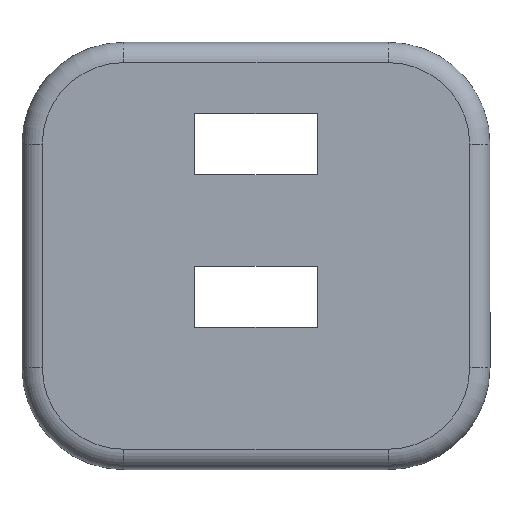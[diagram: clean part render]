
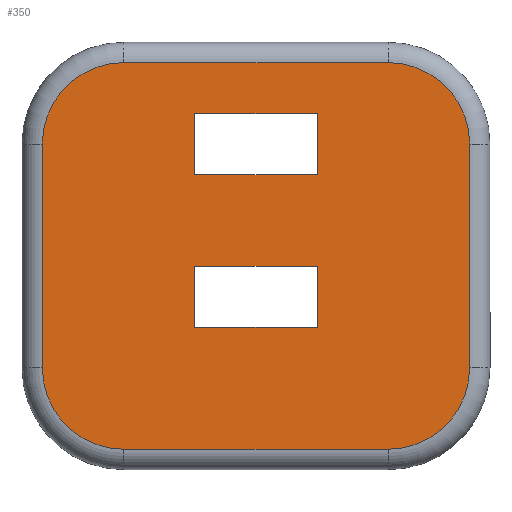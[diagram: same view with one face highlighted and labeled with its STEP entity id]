
A CAD part, top view. The second image highlights one B-rep face of the part: STEP entity #350.
In plain terms, the highlighted planar face has unit normal (0, 0, 1).
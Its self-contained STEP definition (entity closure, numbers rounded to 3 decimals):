
#3 = ORIENTED_EDGE ( 'NONE', *, *, #554, .T. ) ;
#8 = CARTESIAN_POINT ( 'NONE',  ( -13., -22.5, 6. ) ) ;
#13 = DIRECTION ( 'NONE',  ( 0., -1., 0. ) ) ;
#16 = DIRECTION ( 'NONE',  ( 0., 1., 0. ) ) ;
#21 = EDGE_CURVE ( 'NONE', #615, #109, #65, .T. ) ;
#23 = ORIENTED_EDGE ( 'NONE', *, *, #177, .F. ) ;
#26 = AXIS2_PLACEMENT_3D ( 'NONE', #375, #706, #632 ) ;
#27 = LINE ( 'NONE', #435, #535 ) ;
#29 = DIRECTION ( 'NONE',  ( 0., 1., 0. ) ) ;
#30 = LINE ( 'NONE', #135, #225 ) ;
#44 = DIRECTION ( 'NONE',  ( 0., -1., 0. ) ) ;
#46 = FACE_OUTER_BOUND ( 'NONE', #259, .T. ) ;
#56 = CARTESIAN_POINT ( 'NONE',  ( -21., -14.5, 6. ) ) ;
#65 = LINE ( 'NONE', #261, #764 ) ;
#67 = VERTEX_POINT ( 'NONE', #265 ) ;
#69 = VECTOR ( 'NONE', #282, 1000. ) ;
#73 = CARTESIAN_POINT ( 'NONE',  ( 21., 7.5, 6. ) ) ;
#78 = VECTOR ( 'NONE', #139, 1000. ) ;
#88 = CARTESIAN_POINT ( 'NONE',  ( 6., 10.5, 6. ) ) ;
#100 = LINE ( 'NONE', #421, #342 ) ;
#106 = DIRECTION ( 'NONE',  ( 0., 0., 1. ) ) ;
#107 = VECTOR ( 'NONE', #29, 1000. ) ;
#109 = VERTEX_POINT ( 'NONE', #332 ) ;
#118 = ORIENTED_EDGE ( 'NONE', *, *, #513, .F. ) ;
#130 = VECTOR ( 'NONE', #346, 1000. ) ;
#131 = VERTEX_POINT ( 'NONE', #327 ) ;
#135 = CARTESIAN_POINT ( 'NONE',  ( 0., -22.5, 6. ) ) ;
#138 = DIRECTION ( 'NONE',  ( 1., 0., 0. ) ) ;
#139 = DIRECTION ( 'NONE',  ( 1., 0., 0. ) ) ;
#157 = FACE_BOUND ( 'NONE', #782, .T. ) ;
#164 = VERTEX_POINT ( 'NONE', #202 ) ;
#173 = VERTEX_POINT ( 'NONE', #56 ) ;
#174 = AXIS2_PLACEMENT_3D ( 'NONE', #675, #612, #681 ) ;
#177 = EDGE_CURVE ( 'NONE', #428, #182, #581, .T. ) ;
#182 = VERTEX_POINT ( 'NONE', #473 ) ;
#183 = VERTEX_POINT ( 'NONE', #8 ) ;
#185 = ORIENTED_EDGE ( 'NONE', *, *, #830, .F. ) ;
#202 = CARTESIAN_POINT ( 'NONE',  ( 21., -14.5, 6. ) ) ;
#215 = ORIENTED_EDGE ( 'NONE', *, *, #740, .F. ) ;
#225 = VECTOR ( 'NONE', #477, 1000. ) ;
#232 = EDGE_CURVE ( 'NONE', #762, #512, #100, .T. ) ;
#238 = LINE ( 'NONE', #558, #462 ) ;
#259 = EDGE_LOOP ( 'NONE', ( #566, #778, #853, #458, #700, #606, #371, #3 ) ) ;
#261 = CARTESIAN_POINT ( 'NONE',  ( -6., 4.5, 6. ) ) ;
#262 = ORIENTED_EDGE ( 'NONE', *, *, #232, .F. ) ;
#264 = LINE ( 'NONE', #88, #69 ) ;
#265 = CARTESIAN_POINT ( 'NONE',  ( 6., 10.5, 6. ) ) ;
#271 = CARTESIAN_POINT ( 'NONE',  ( 6., -4.5, 6. ) ) ;
#282 = DIRECTION ( 'NONE',  ( 0., 1., 0. ) ) ;
#283 = LINE ( 'NONE', #293, #107 ) ;
#293 = CARTESIAN_POINT ( 'NONE',  ( 6., -10.5, 6. ) ) ;
#296 = AXIS2_PLACEMENT_3D ( 'NONE', #440, #365, #696 ) ;
#297 = ORIENTED_EDGE ( 'NONE', *, *, #496, .F. ) ;
#302 = EDGE_CURVE ( 'NONE', #164, #499, #784, .T. ) ;
#305 = CARTESIAN_POINT ( 'NONE',  ( -6., 4.5, 6. ) ) ;
#317 = EDGE_CURVE ( 'NONE', #382, #173, #745, .T. ) ;
#327 = CARTESIAN_POINT ( 'NONE',  ( -6., 10.5, 6. ) ) ;
#332 = CARTESIAN_POINT ( 'NONE',  ( 6., 4.5, 6. ) ) ;
#342 = VECTOR ( 'NONE', #801, 1000. ) ;
#346 = DIRECTION ( 'NONE',  ( 0., -1., 0. ) ) ;
#349 = CARTESIAN_POINT ( 'NONE',  ( 13., 15.5, 6. ) ) ;
#350 = ADVANCED_FACE ( 'NONE', ( #46, #380, #157 ), #486, .T. ) ;
#358 = VERTEX_POINT ( 'NONE', #349 ) ;
#365 = DIRECTION ( 'NONE',  ( 0., 0., 1. ) ) ;
#367 = DIRECTION ( 'NONE',  ( -1., 0., 0. ) ) ;
#371 = ORIENTED_EDGE ( 'NONE', *, *, #394, .T. ) ;
#375 = CARTESIAN_POINT ( 'NONE',  ( 13., -14.5, 6. ) ) ;
#380 = FACE_BOUND ( 'NONE', #509, .T. ) ;
#382 = VERTEX_POINT ( 'NONE', #602 ) ;
#394 = EDGE_CURVE ( 'NONE', #358, #738, #27, .T. ) ;
#401 = AXIS2_PLACEMENT_3D ( 'NONE', #569, #106, #506 ) ;
#408 = DIRECTION ( 'NONE',  ( 1., 0., 0. ) ) ;
#409 = EDGE_CURVE ( 'NONE', #67, #131, #238, .T. ) ;
#421 = CARTESIAN_POINT ( 'NONE',  ( -6., -4.5, 6. ) ) ;
#428 = VERTEX_POINT ( 'NONE', #503 ) ;
#435 = CARTESIAN_POINT ( 'NONE',  ( -13., 15.5, 6. ) ) ;
#440 = CARTESIAN_POINT ( 'NONE',  ( -13., -14.5, 6. ) ) ;
#448 = CIRCLE ( 'NONE', #26, 8. ) ;
#458 = ORIENTED_EDGE ( 'NONE', *, *, #502, .T. ) ;
#462 = VECTOR ( 'NONE', #693, 1000. ) ;
#467 = EDGE_CURVE ( 'NONE', #173, #183, #658, .T. ) ;
#473 = CARTESIAN_POINT ( 'NONE',  ( 6., -10.5, 6. ) ) ;
#477 = DIRECTION ( 'NONE',  ( 1., 0., 0. ) ) ;
#486 = PLANE ( 'NONE',  #174 ) ;
#496 = EDGE_CURVE ( 'NONE', #182, #762, #283, .T. ) ;
#499 = VERTEX_POINT ( 'NONE', #819 ) ;
#502 = EDGE_CURVE ( 'NONE', #851, #164, #448, .T. ) ;
#503 = CARTESIAN_POINT ( 'NONE',  ( -6., -10.5, 6. ) ) ;
#506 = DIRECTION ( 'NONE',  ( 1., 0., 0. ) ) ;
#509 = EDGE_LOOP ( 'NONE', ( #660, #185, #807, #118 ) ) ;
#512 = VERTEX_POINT ( 'NONE', #817 ) ;
#513 = EDGE_CURVE ( 'NONE', #131, #615, #783, .T. ) ;
#531 = CARTESIAN_POINT ( 'NONE',  ( -6., -4.5, 6. ) ) ;
#533 = CARTESIAN_POINT ( 'NONE',  ( 13., 7.5, 6. ) ) ;
#535 = VECTOR ( 'NONE', #367, 1000. ) ;
#541 = LINE ( 'NONE', #531, #824 ) ;
#542 = DIRECTION ( 'NONE',  ( 0., 0., 1. ) ) ;
#546 = CARTESIAN_POINT ( 'NONE',  ( -21., -14.5, 6. ) ) ;
#554 = EDGE_CURVE ( 'NONE', #738, #382, #624, .T. ) ;
#555 = CARTESIAN_POINT ( 'NONE',  ( 13., -22.5, 6. ) ) ;
#558 = CARTESIAN_POINT ( 'NONE',  ( -6., 10.5, 6. ) ) ;
#566 = ORIENTED_EDGE ( 'NONE', *, *, #317, .T. ) ;
#569 = CARTESIAN_POINT ( 'NONE',  ( -13., 7.5, 6. ) ) ;
#581 = LINE ( 'NONE', #656, #78 ) ;
#586 = CARTESIAN_POINT ( 'NONE',  ( -13., 15.5, 6. ) ) ;
#602 = CARTESIAN_POINT ( 'NONE',  ( -21., 7.5, 6. ) ) ;
#603 = VECTOR ( 'NONE', #16, 1000. ) ;
#606 = ORIENTED_EDGE ( 'NONE', *, *, #781, .T. ) ;
#612 = DIRECTION ( 'NONE',  ( 0., 0., 1. ) ) ;
#615 = VERTEX_POINT ( 'NONE', #305 ) ;
#624 = CIRCLE ( 'NONE', #401, 8. ) ;
#630 = AXIS2_PLACEMENT_3D ( 'NONE', #533, #542, #138 ) ;
#632 = DIRECTION ( 'NONE',  ( 1., 0., 0. ) ) ;
#638 = CARTESIAN_POINT ( 'NONE',  ( -6., 4.5, 6. ) ) ;
#656 = CARTESIAN_POINT ( 'NONE',  ( -6., -10.5, 6. ) ) ;
#658 = CIRCLE ( 'NONE', #296, 8. ) ;
#660 = ORIENTED_EDGE ( 'NONE', *, *, #409, .F. ) ;
#675 = CARTESIAN_POINT ( 'NONE',  ( 0., 0., 6. ) ) ;
#681 = DIRECTION ( 'NONE',  ( 1., 0., 0. ) ) ;
#693 = DIRECTION ( 'NONE',  ( -1., 0., 0. ) ) ;
#696 = DIRECTION ( 'NONE',  ( 1., 0., 0. ) ) ;
#700 = ORIENTED_EDGE ( 'NONE', *, *, #302, .T. ) ;
#706 = DIRECTION ( 'NONE',  ( 0., 0., 1. ) ) ;
#726 = CIRCLE ( 'NONE', #630, 8. ) ;
#734 = EDGE_CURVE ( 'NONE', #183, #851, #30, .T. ) ;
#738 = VERTEX_POINT ( 'NONE', #586 ) ;
#740 = EDGE_CURVE ( 'NONE', #512, #428, #541, .T. ) ;
#745 = LINE ( 'NONE', #546, #130 ) ;
#762 = VERTEX_POINT ( 'NONE', #271 ) ;
#763 = VECTOR ( 'NONE', #44, 1000. ) ;
#764 = VECTOR ( 'NONE', #408, 1000. ) ;
#778 = ORIENTED_EDGE ( 'NONE', *, *, #467, .T. ) ;
#781 = EDGE_CURVE ( 'NONE', #499, #358, #726, .T. ) ;
#782 = EDGE_LOOP ( 'NONE', ( #23, #215, #262, #297 ) ) ;
#783 = LINE ( 'NONE', #638, #763 ) ;
#784 = LINE ( 'NONE', #73, #603 ) ;
#801 = DIRECTION ( 'NONE',  ( -1., 0., 0. ) ) ;
#807 = ORIENTED_EDGE ( 'NONE', *, *, #21, .F. ) ;
#817 = CARTESIAN_POINT ( 'NONE',  ( -6., -4.5, 6. ) ) ;
#819 = CARTESIAN_POINT ( 'NONE',  ( 21., 7.5, 6. ) ) ;
#824 = VECTOR ( 'NONE', #13, 1000. ) ;
#830 = EDGE_CURVE ( 'NONE', #109, #67, #264, .T. ) ;
#851 = VERTEX_POINT ( 'NONE', #555 ) ;
#853 = ORIENTED_EDGE ( 'NONE', *, *, #734, .T. ) ;
